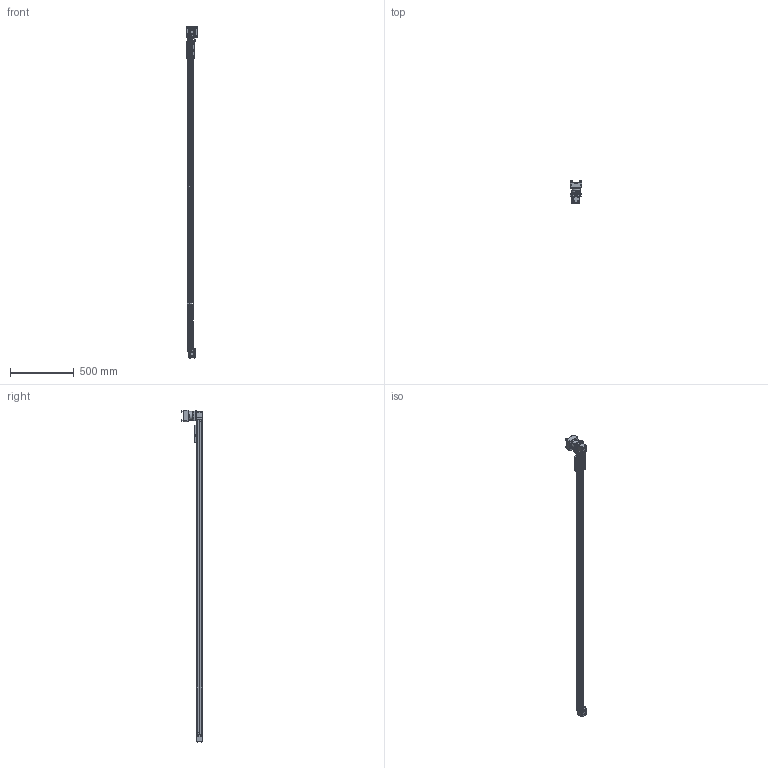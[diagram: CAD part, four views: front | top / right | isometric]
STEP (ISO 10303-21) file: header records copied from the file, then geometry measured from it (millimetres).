
FILE_DESCRIPTION (( 'STEP AP203' ), '1' );
FILE_NAME ('MXB25P_BWS18_SK90.000_MXB-495023-1.step', '2025-08-13T18:48:21', ( '' ), ( '' ), 'SwSTEP 2.0', 'SolidWorks 2024', '' );
FILE_SCHEMA (( 'CONFIG_CONTROL_DESIGN' ));
Length unit declared in the file: inch
Products named in the file (5): tempJoin4_45109055_MXB25P_BWS18_SK90.000_MXB-495023-1; tempJoin2_44109204_MXB25P_BWS18_SK90.000_MXB-495023-1; Base_MXB25P_BWS18_SK90.000_MXB-495023-1; MXB25P_BWS18_SK90.000_MXB-495023-1; 85259801_MXB25P_BWS18_SK90.000_MXB-495023-1
Assembly tree (4 placements, depth 2):
  MXB25P_BWS18_SK90.000_MXB-495023-1
    85259801_MXB25P_BWS18_SK90.000_MXB-495023-1
    tempJoin2_44109204_MXB25P_BWS18_SK90.000_MXB-495023-1
    tempJoin4_45109055_MXB25P_BWS18_SK90.000_MXB-495023-1
    Base_MXB25P_BWS18_SK90.000_MXB-495023-1
Bounding box: 92.58 x 169.51 x 2612.21 mm (x, y, z)
Volume: 5038186.3 mm3; surface area: 1027825.5 mm2
Topology: 5 solids, 38 shells, 2407 faces, 5950 edges, 3827 vertices
Faces by surface type: plane 1470, cylinder 691, cone 149, torus 55, sphere 32, bspline 10
Full cylindrical faces by diameter (mm): 1.587 x1, 2.2 x4, 2.5 x16, 3 x16, 3.454 x1, 3.58 x8, 3.91 x10, 4 x7, 4.2 x23, 4.318 x1, 4.5 x61, 4.928 x4, 5 x10, 5.001 x4, 5.105 x6, 5.35 x8, 5.5 x12, 5.69 x4, 5.999 x4, 6 x8, 6.391 x2, 6.4 x8, 6.604 x4, 6.858 x4, 7 x5, 7.5 x61, 7.899 x4, 8.5 x8, 9.398 x4, 9.5 x8
Entity records: 69503 total; most frequent: CARTESIAN_POINT 13807, DIRECTION 11769, ORIENTED_EDGE 10348, EDGE_CURVE 5174, AXIS2_PLACEMENT_3D 4331, VERTEX_POINT 3609, EDGE_LOOP 3409, LINE 3107
